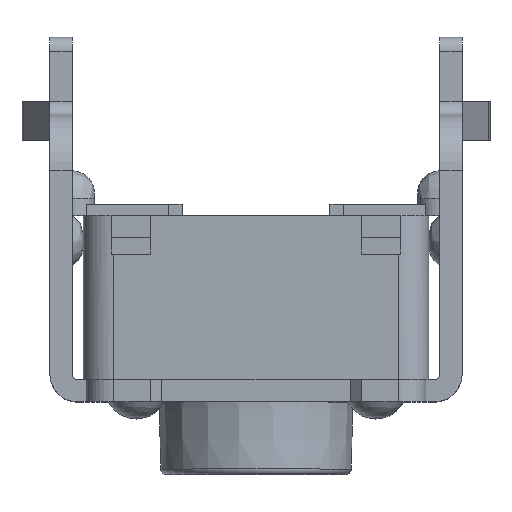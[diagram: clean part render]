
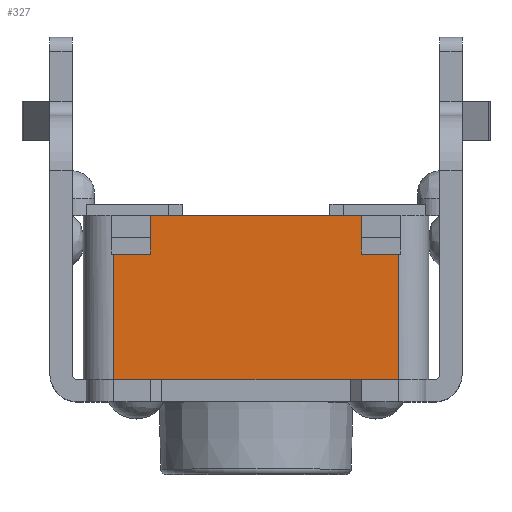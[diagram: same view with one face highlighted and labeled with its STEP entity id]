
A CAD part, top view. The second image highlights one B-rep face of the part: STEP entity #327.
In plain terms, the highlighted planar face has unit normal (0, 0, 1).
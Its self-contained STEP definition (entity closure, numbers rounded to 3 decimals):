
#327 = ADVANCED_FACE( '', ( #914 ), #915, .F. );
#914 = FACE_OUTER_BOUND( '', #1804, .T. );
#915 = PLANE( '', #1805 );
#1804 = EDGE_LOOP( '', ( #2958, #2959, #2960, #2961, #2962, #2963, #2964, #2965, #2966, #2967 ) );
#1805 = AXIS2_PLACEMENT_3D( '', #2968, #2969, #2970 );
#2958 = ORIENTED_EDGE( '', *, *, #5496, .F. );
#2959 = ORIENTED_EDGE( '', *, *, #5497, .T. );
#2960 = ORIENTED_EDGE( '', *, *, #5498, .T. );
#2961 = ORIENTED_EDGE( '', *, *, #5499, .F. );
#2962 = ORIENTED_EDGE( '', *, *, #5500, .T. );
#2963 = ORIENTED_EDGE( '', *, *, #5501, .T. );
#2964 = ORIENTED_EDGE( '', *, *, #5502, .T. );
#2965 = ORIENTED_EDGE( '', *, *, #5503, .F. );
#2966 = ORIENTED_EDGE( '', *, *, #5504, .T. );
#2967 = ORIENTED_EDGE( '', *, *, #5505, .F. );
#2968 = CARTESIAN_POINT( '', ( 3.1, 1., 3.1 ) );
#2969 = DIRECTION( '', ( 0., 0., -1. ) );
#2970 = DIRECTION( '', ( 0., 1., 0. ) );
#5496 = EDGE_CURVE( '', #6552, #6553, #6554, .T. );
#5497 = EDGE_CURVE( '', #6552, #6555, #6556, .T. );
#5498 = EDGE_CURVE( '', #6555, #6557, #6558, .T. );
#5499 = EDGE_CURVE( '', #6559, #6557, #6560, .T. );
#5500 = EDGE_CURVE( '', #6559, #6561, #6562, .T. );
#5501 = EDGE_CURVE( '', #6561, #6563, #6564, .T. );
#5502 = EDGE_CURVE( '', #6563, #6565, #6566, .T. );
#5503 = EDGE_CURVE( '', #6567, #6565, #6568, .T. );
#5504 = EDGE_CURVE( '', #6567, #6569, #6570, .F. );
#5505 = EDGE_CURVE( '', #6553, #6569, #6571, .T. );
#6552 = VERTEX_POINT( '', #8097 );
#6553 = VERTEX_POINT( '', #8098 );
#6554 = LINE( '', #8099, #8100 );
#6555 = VERTEX_POINT( '', #8101 );
#6556 = LINE( '', #8102, #8103 );
#6557 = VERTEX_POINT( '', #8104 );
#6558 = LINE( '', #8105, #8106 );
#6559 = VERTEX_POINT( '', #8107 );
#6560 = LINE( '', #8108, #8109 );
#6561 = VERTEX_POINT( '', #8110 );
#6562 = LINE( '', #8111, #8112 );
#6563 = VERTEX_POINT( '', #8113 );
#6564 = LINE( '', #8114, #8115 );
#6565 = VERTEX_POINT( '', #8116 );
#6566 = LINE( '', #8117, #8118 );
#6567 = VERTEX_POINT( '', #8119 );
#6568 = LINE( '', #8120, #8121 );
#6569 = VERTEX_POINT( '', #8122 );
#6570 = LINE( '', #8123, #8124 );
#6571 = LINE( '', #8125, #8126 );
#8097 = CARTESIAN_POINT( '', ( 1.9, 0.4, 3.1 ) );
#8098 = CARTESIAN_POINT( '', ( 1.9, 0.1, 3.1 ) );
#8099 = CARTESIAN_POINT( '', ( 1.9, 1., 3.1 ) );
#8100 = VECTOR( '', #10115, 1000. );
#8101 = CARTESIAN_POINT( '', ( 1.9, 0.8, 3.1 ) );
#8102 = CARTESIAN_POINT( '', ( 1.9, 1., 3.1 ) );
#8103 = VECTOR( '', #10116, 1000. );
#8104 = CARTESIAN_POINT( '', ( -1.9, 0.8, 3.1 ) );
#8105 = CARTESIAN_POINT( '', ( 3.1, 0.8, 3.1 ) );
#8106 = VECTOR( '', #10117, 1000. );
#8107 = CARTESIAN_POINT( '', ( -1.9, 0.4, 3.1 ) );
#8108 = CARTESIAN_POINT( '', ( -1.9, 1., 3.1 ) );
#8109 = VECTOR( '', #10118, 1000. );
#8110 = CARTESIAN_POINT( '', ( -1.9, 0.1, 3.1 ) );
#8111 = CARTESIAN_POINT( '', ( -1.9, 1., 3.1 ) );
#8112 = VECTOR( '', #10119, 1000. );
#8113 = CARTESIAN_POINT( '', ( -2.55, 0.1, 3.1 ) );
#8114 = CARTESIAN_POINT( '', ( 3.1, 0.1, 3.1 ) );
#8115 = VECTOR( '', #10120, 1000. );
#8116 = CARTESIAN_POINT( '', ( -2.55, -2.15, 3.1 ) );
#8117 = CARTESIAN_POINT( '', ( -2.55, 1., 3.1 ) );
#8118 = VECTOR( '', #10121, 1000. );
#8119 = CARTESIAN_POINT( '', ( 2.55, -2.15, 3.1 ) );
#8120 = CARTESIAN_POINT( '', ( 3.1, -2.15, 3.1 ) );
#8121 = VECTOR( '', #10122, 1000. );
#8122 = CARTESIAN_POINT( '', ( 2.55, 0.1, 3.1 ) );
#8123 = CARTESIAN_POINT( '', ( 2.55, 1., 3.1 ) );
#8124 = VECTOR( '', #10123, 1000. );
#8125 = CARTESIAN_POINT( '', ( 3.1, 0.1, 3.1 ) );
#8126 = VECTOR( '', #10124, 1000. );
#10115 = DIRECTION( '', ( 0., -1., 0. ) );
#10116 = DIRECTION( '', ( 0., 1., 0. ) );
#10117 = DIRECTION( '', ( -1., 0., 0. ) );
#10118 = DIRECTION( '', ( 0., 1., 0. ) );
#10119 = DIRECTION( '', ( 0., -1., 0. ) );
#10120 = DIRECTION( '', ( -1., 0., 0. ) );
#10121 = DIRECTION( '', ( 0., -1., 0. ) );
#10122 = DIRECTION( '', ( -1., 0., 0. ) );
#10123 = DIRECTION( '', ( 0., -1., 0. ) );
#10124 = DIRECTION( '', ( 1., 0., 0. ) );
